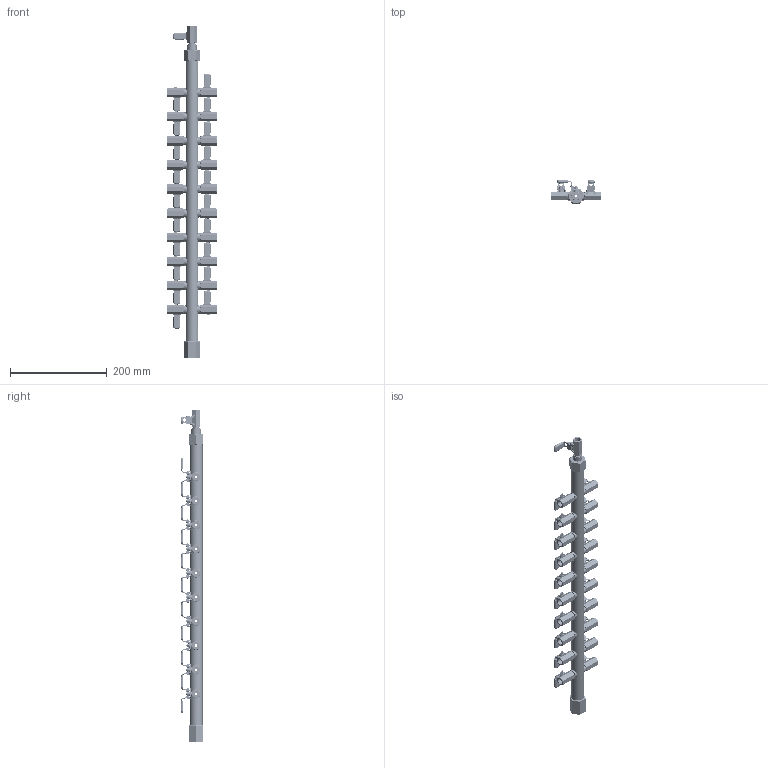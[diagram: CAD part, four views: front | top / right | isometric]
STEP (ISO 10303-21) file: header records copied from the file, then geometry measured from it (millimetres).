
FILE_DESCRIPTION (( 'STEP AP214' ), '1' );
FILE_NAME ('AH34RP20DL-14RCS AH34 Series 20 Way Double Sided Stainless Steel Instrument Air Manifold.STEP', '2020-02-26T19:42:07', ( '' ), ( '' ), 'SwSTEP 2.0', 'SolidWorks 2020', '' );
FILE_SCHEMA (( 'AUTOMOTIVE_DESIGN' ));
Length unit declared in the file: millimetre
Products named in the file (37): D1T-HL red sleeve_D1T-HL Closed; White letter colouring block; 5mm SS Lock Washer; D1T-HL Handle Cover; Lever; STEM; 3-4 BSPT Coupler; F-CAP; BACK_P; 5mm SS Washer; m5 Nut; AH34RP20DL-14RCS AH34 Series 20 Way Double Sided Stainless Steel Instrument Air Manifold; 5mm Nylon Washer; D1T-HL Valve Body; AH34RP20DL-14RCS AH34 Series 20 Way Double Sided Manifold; SLIDE_LOCK; Manifold Adaptor
Assembly tree (297 placements, depth 3):
  AH34RP20DL-14RCS AH34 Series 20 Way Double Sided Stainless Steel Instrument Air Manifold
    AH34RP20DL-14RCS AH34 Series 20 Way Double Sided Manifold
    Manifold Adaptor
    D1T-HL red sleeve_D1T-HL Closed
      D1T-HL Valve Body
      STEM
      BACK_P
      F-CAP
      SLIDE_LOCK
      Lever
      5mm Nylon Washer
      5mm SS Washer  x2
      5mm SS Lock Washer
      m5 Nut
      D1T-HL Handle Cover
      White letter colouring block
    D1T-HL red sleeve_D1T-HL Closed
      D1T-HL Valve Body
      STEM
      BACK_P
      F-CAP
      SLIDE_LOCK
      Lever
      5mm Nylon Washer
      5mm SS Washer  x2
      5mm SS Lock Washer
      m5 Nut
      D1T-HL Handle Cover
      White letter colouring block
    D1T-HL red sleeve_D1T-HL Closed
      D1T-HL Valve Body
      STEM
      BACK_P
      F-CAP
      SLIDE_LOCK
      Lever
      5mm Nylon Washer
      5mm SS Washer  x2
      5mm SS Lock Washer
      m5 Nut
      D1T-HL Handle Cover
      White letter colouring block
    D1T-HL red sleeve_D1T-HL Closed
      D1T-HL Valve Body
      STEM
      BACK_P
      F-CAP
      SLIDE_LOCK
      Lever
      5mm Nylon Washer
      5mm SS Washer  x2
      5mm SS Lock Washer
      m5 Nut
      D1T-HL Handle Cover
      White letter colouring block
    D1T-HL red sleeve_D1T-HL Closed
      D1T-HL Valve Body
      STEM
      BACK_P
      F-CAP
Bounding box: 104.4 x 47.35 x 688 mm (x, y, z)
Volume: 453615.2 mm3; surface area: 351274.5 mm2
Topology: 339 solids, 339 shells, 11402 faces, 28941 edges, 18560 vertices
Faces by surface type: plane 5122, cylinder 2972, bspline 1870, torus 1092, cone 346
Entity records: 63723 total; most frequent: CARTESIAN_POINT 32853, ORIENTED_EDGE 5658, DIRECTION 4934, EDGE_CURVE 2829, AXIS2_PLACEMENT_3D 1840, VERTEX_POINT 1792, LINE 1254, VECTOR 1254
